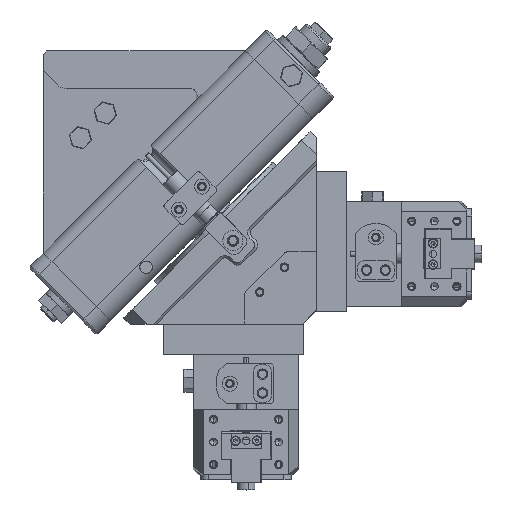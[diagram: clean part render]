
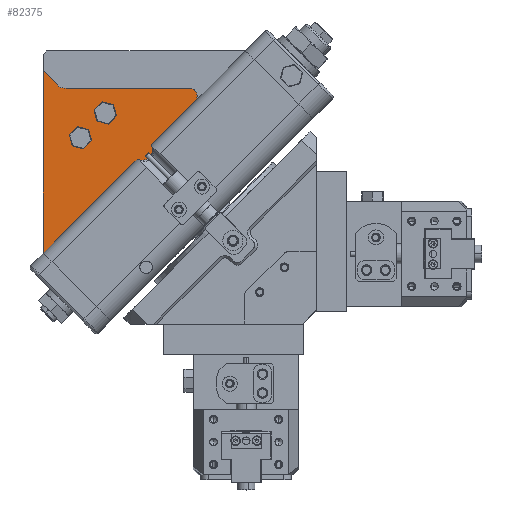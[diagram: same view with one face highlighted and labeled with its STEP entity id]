
A CAD part, top view. The second image highlights one B-rep face of the part: STEP entity #82375.
In plain terms, the highlighted planar face has unit normal (0, 0, 1).
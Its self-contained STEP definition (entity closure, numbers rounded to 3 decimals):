
#414 = CARTESIAN_POINT ( 'NONE',  ( 60.489, 74.879, 73. ) ) ;
#2297 = CARTESIAN_POINT ( 'NONE',  ( 0., 87.071, 73. ) ) ;
#3000 = DIRECTION ( 'NONE',  ( 0., -1., 0. ) ) ;
#3120 = EDGE_CURVE ( 'NONE', #70219, #74464, #79953, .T. ) ;
#4355 = CARTESIAN_POINT ( 'NONE',  ( 39.598, 55.402, 73. ) ) ;
#4628 = VERTEX_POINT ( 'NONE', #2297 ) ;
#4916 = DIRECTION ( 'NONE',  ( -0.707, -0.707, 0. ) ) ;
#5034 = EDGE_CURVE ( 'NONE', #78297, #76200, #25859, .T. ) ;
#6756 = DIRECTION ( 'NONE',  ( 0., 0., -1. ) ) ;
#8411 = CARTESIAN_POINT ( 'NONE',  ( 58.368, 80., 73. ) ) ;
#11851 = CARTESIAN_POINT ( 'NONE',  ( 9.142, 85., 73. ) ) ;
#12649 = EDGE_CURVE ( 'NONE', #23595, #61684, #70857, .T. ) ;
#13891 = ORIENTED_EDGE ( 'NONE', *, *, #48914, .T. ) ;
#15385 = DIRECTION ( 'NONE',  ( 1., 0., 0. ) ) ;
#15492 = CARTESIAN_POINT ( 'NONE',  ( 58.368, 77., 73. ) ) ;
#15623 = CARTESIAN_POINT ( 'NONE',  ( 37.757, 51.851, 73. ) ) ;
#17944 = AXIS2_PLACEMENT_3D ( 'NONE', #15492, #41739, #81683 ) ;
#18210 = CARTESIAN_POINT ( 'NONE',  ( 5.607, 81.464, 73. ) ) ;
#18219 = DIRECTION ( 'NONE',  ( 0., 0., -1. ) ) ;
#18544 = LINE ( 'NONE', #73479, #33068 ) ;
#23175 = VERTEX_POINT ( 'NONE', #414 ) ;
#23344 = CARTESIAN_POINT ( 'NONE',  ( 43.415, 57.381, 73. ) ) ;
#23595 = VERTEX_POINT ( 'NONE', #18210 ) ;
#25073 = CARTESIAN_POINT ( 'NONE',  ( 43.149, 57.243, 73. ) ) ;
#25859 = LINE ( 'NONE', #74140, #62062 ) ;
#26266 = DIRECTION ( 'NONE',  ( 0., 0., 1. ) ) ;
#27367 = CARTESIAN_POINT ( 'NONE',  ( 58.368, 77., 73. ) ) ;
#27671 = ORIENTED_EDGE ( 'NONE', *, *, #80000, .T. ) ;
#29032 = CARTESIAN_POINT ( 'NONE',  ( 9.142, 80., 73. ) ) ;
#30440 = FACE_OUTER_BOUND ( 'NONE', #71972, .T. ) ;
#33068 = VECTOR ( 'NONE', #81886, 1000. ) ;
#33246 = ORIENTED_EDGE ( 'NONE', *, *, #77331, .F. ) ;
#33393 = DIRECTION ( 'NONE',  ( 0.707, 0.707, 0. ) ) ;
#33575 = DIRECTION ( 'NONE',  ( 0.707, 0.707, 0. ) ) ;
#34123 = VERTEX_POINT ( 'NONE', #58040 ) ;
#34284 = CARTESIAN_POINT ( 'NONE',  ( 0., 14.39, 73. ) ) ;
#35958 = LINE ( 'NONE', #62145, #55584 ) ;
#36009 = EDGE_CURVE ( 'NONE', #52293, #34123, #42097, .T. ) ;
#36600 = DIRECTION ( 'NONE',  ( 0., 0., -1. ) ) ;
#37233 = AXIS2_PLACEMENT_3D ( 'NONE', #11851, #26266, #57995 ) ;
#37308 = ORIENTED_EDGE ( 'NONE', *, *, #43367, .T. ) ;
#40072 = EDGE_CURVE ( 'NONE', #4628, #78297, #79854, .T. ) ;
#40913 = PLANE ( 'NONE',  #77485 ) ;
#41043 = AXIS2_PLACEMENT_3D ( 'NONE', #73178, #6756, #33575 ) ;
#41739 = DIRECTION ( 'NONE',  ( 0., 0., -1. ) ) ;
#42097 = CIRCLE ( 'NONE', #46740, 3. ) ;
#42455 = DIRECTION ( 'NONE',  ( 0.707, 0.707, 0. ) ) ;
#43367 = EDGE_CURVE ( 'NONE', #76200, #74464, #62882, .T. ) ;
#43641 = CARTESIAN_POINT ( 'NONE',  ( 43.203, 57.593, 73. ) ) ;
#46444 = CARTESIAN_POINT ( 'NONE',  ( 37.407, 51.797, 73. ) ) ;
#46740 = AXIS2_PLACEMENT_3D ( 'NONE', #57769, #18219, #42455 ) ;
#47398 = ORIENTED_EDGE ( 'NONE', *, *, #12649, .F. ) ;
#47496 = DIRECTION ( 'NONE',  ( 0.707, 0.707, 0. ) ) ;
#48305 = CIRCLE ( 'NONE', #75196, 0.3 ) ;
#48815 = CARTESIAN_POINT ( 'NONE',  ( 0., 14.39, 73. ) ) ;
#48914 = EDGE_CURVE ( 'NONE', #65402, #23175, #63236, .T. ) ;
#51322 = EDGE_CURVE ( 'NONE', #61684, #52293, #35958, .T. ) ;
#52293 = VERTEX_POINT ( 'NONE', #8411 ) ;
#55037 = VECTOR ( 'NONE', #33393, 1000. ) ;
#55584 = VECTOR ( 'NONE', #15385, 1000. ) ;
#57769 = CARTESIAN_POINT ( 'NONE',  ( 58.368, 77., 73. ) ) ;
#57995 = DIRECTION ( 'NONE',  ( 0.707, 0.707, 0. ) ) ;
#58040 = CARTESIAN_POINT ( 'NONE',  ( 60.489, 79.121, 73. ) ) ;
#59531 = ORIENTED_EDGE ( 'NONE', *, *, #51322, .F. ) ;
#60414 = ORIENTED_EDGE ( 'NONE', *, *, #5034, .T. ) ;
#61684 = VERTEX_POINT ( 'NONE', #29032 ) ;
#62062 = VECTOR ( 'NONE', #47496, 1000. ) ;
#62145 = CARTESIAN_POINT ( 'NONE',  ( 58.368, 80., 73. ) ) ;
#62882 = CIRCLE ( 'NONE', #41043, 0.3 ) ;
#63236 = LINE ( 'NONE', #48815, #55037 ) ;
#63819 = DIRECTION ( 'NONE',  ( 0., 0., -1. ) ) ;
#65402 = VERTEX_POINT ( 'NONE', #43641 ) ;
#66932 = DIRECTION ( 'NONE',  ( 0., 0., 1. ) ) ;
#67692 = ORIENTED_EDGE ( 'NONE', *, *, #76903, .F. ) ;
#67818 = CIRCLE ( 'NONE', #17944, 3. ) ;
#69366 = CARTESIAN_POINT ( 'NONE',  ( 0., 87.071, 73. ) ) ;
#69494 = AXIS2_PLACEMENT_3D ( 'NONE', #4355, #63819, #4916 ) ;
#70219 = VERTEX_POINT ( 'NONE', #25073 ) ;
#70857 = CIRCLE ( 'NONE', #37233, 5. ) ;
#71972 = EDGE_LOOP ( 'NONE', ( #60414, #37308, #78143, #27671, #13891, #67692, #73790, #59531, #47398, #33246, #83455 ) ) ;
#73178 = CARTESIAN_POINT ( 'NONE',  ( 37.619, 51.585, 73. ) ) ;
#73479 = CARTESIAN_POINT ( 'NONE',  ( 5.607, 81.464, 73. ) ) ;
#73790 = ORIENTED_EDGE ( 'NONE', *, *, #36009, .F. ) ;
#74140 = CARTESIAN_POINT ( 'NONE',  ( 0., 14.39, 73. ) ) ;
#74464 = VERTEX_POINT ( 'NONE', #15623 ) ;
#75196 = AXIS2_PLACEMENT_3D ( 'NONE', #23344, #36600, #76234 ) ;
#76200 = VERTEX_POINT ( 'NONE', #46444 ) ;
#76234 = DIRECTION ( 'NONE',  ( 0.707, 0.707, 0. ) ) ;
#76903 = EDGE_CURVE ( 'NONE', #34123, #23175, #67818, .T. ) ;
#77331 = EDGE_CURVE ( 'NONE', #4628, #23595, #18544, .T. ) ;
#77485 = AXIS2_PLACEMENT_3D ( 'NONE', #27367, #66932, #79720 ) ;
#78143 = ORIENTED_EDGE ( 'NONE', *, *, #3120, .F. ) ;
#78297 = VERTEX_POINT ( 'NONE', #34284 ) ;
#79720 = DIRECTION ( 'NONE',  ( 0.707, 0.707, 0. ) ) ;
#79854 = LINE ( 'NONE', #69366, #82889 ) ;
#79953 = CIRCLE ( 'NONE', #69494, 4. ) ;
#80000 = EDGE_CURVE ( 'NONE', #70219, #65402, #48305, .T. ) ;
#81683 = DIRECTION ( 'NONE',  ( 0.707, 0.707, 0. ) ) ;
#81886 = DIRECTION ( 'NONE',  ( 0.707, -0.707, 0. ) ) ;
#82375 = ADVANCED_FACE ( 'NONE', ( #30440 ), #40913, .T. ) ;
#82889 = VECTOR ( 'NONE', #3000, 1000. ) ;
#83455 = ORIENTED_EDGE ( 'NONE', *, *, #40072, .T. ) ;
